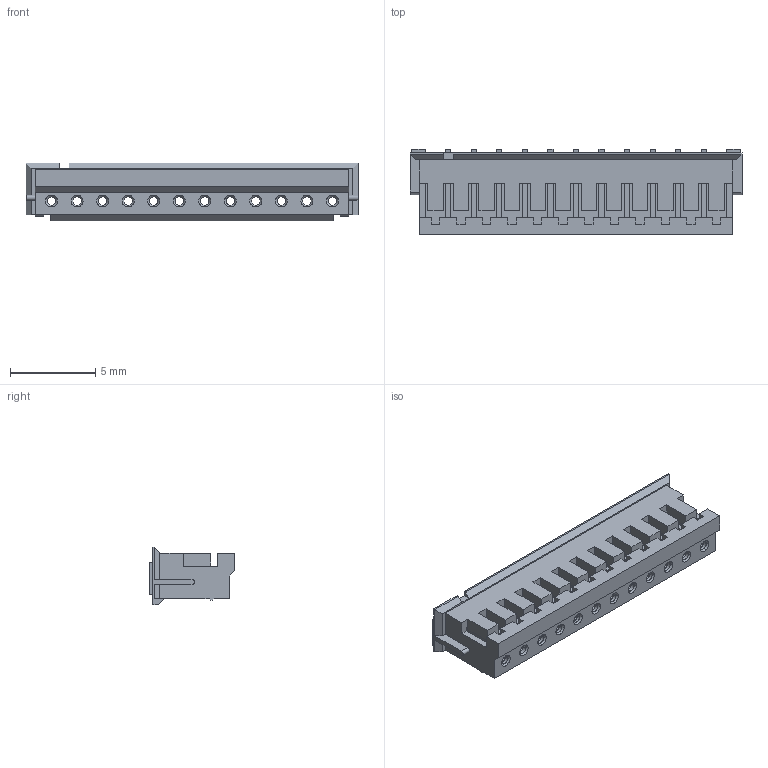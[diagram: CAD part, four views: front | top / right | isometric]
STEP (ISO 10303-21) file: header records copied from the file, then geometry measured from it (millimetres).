
FILE_DESCRIPTION((''),'2;1');
FILE_NAME('FHG15001-S04M2W1B','2025-01-22T',('工程三'),(''),'PRO/ENGINEER BY PARAMETRIC TECHNOLOGY CORPORATION, 2010280','PRO/ENGINEER BY PARAMETRIC TECHNOLOGY CORPORATION, 2010280','');
FILE_SCHEMA(('CONFIG_CONTROL_DESIGN'));
Length unit declared in the file: millimetre
Products named in the file (1): FHG15001-S04M2W1B
Bounding box: 19.5 x 5 x 3.4 mm (x, y, z)
Volume: 106.5 mm3; surface area: 681.6 mm2
Topology: 1 solids, 1 shells, 387 faces, 1130 edges, 722 vertices
Faces by surface type: plane 337, cylinder 26, cone 24
Entity records: 12622 total; most frequent: ORIENTED_EDGE 2260, CARTESIAN_POINT 2239, DIRECTION 1980, EDGE_CURVE 1130, VECTOR 1054, LINE 1054, VERTEX_POINT 722, AXIS2_PLACEMENT_3D 463
